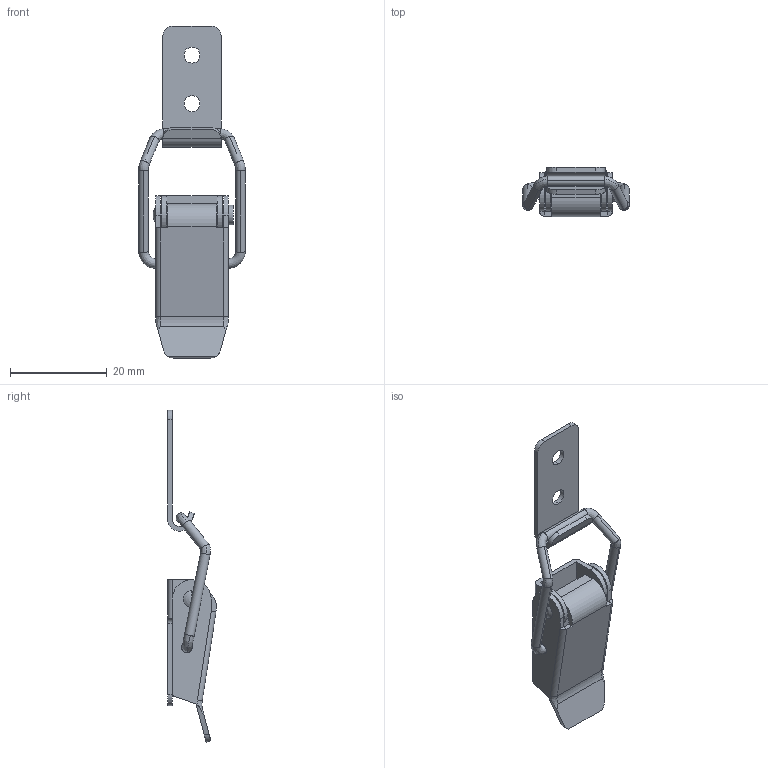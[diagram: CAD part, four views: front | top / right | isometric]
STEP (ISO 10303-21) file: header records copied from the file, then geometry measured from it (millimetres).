
FILE_DESCRIPTION( (''), '2;1');
FILE_NAME ('PC3117.32356.TL_446SUS_14075.stp','2026-01-15T18:41:20',(''),(''),'spGate 20.6.3 (****-****-****-****)','','');
FILE_SCHEMA (('AUTOMOTIVE_DESIGN'));
Length unit declared in the file: millimetre
Products named in the file (5): Assembly; ベース; レバー; アーム; TL_446SUS_K
Assembly tree (4 placements, depth 2):
  Assembly
    ベース
    レバー
    アーム
    TL_446SUS_K
Bounding box: 22 x 10.11 x 68.5 mm (x, y, z)
Volume: 1835.1 mm3; surface area: 4019.2 mm2
Topology: 4 solids, 4 shells, 125 faces, 338 edges, 221 vertices
Faces by surface type: cylinder 59, plane 49, bspline 15, sphere 2
Entity records: 8298 total; most frequent: CARTESIAN_POINT 2618, ORIENTED_EDGE 672, DIRECTION 556, COLOUR_RGB 465, PRESENTATION_STYLE_ASSIGNMENT 465, STYLED_ITEM 465, EDGE_CURVE 336, DRAUGHTING_PRE_DEFINED_CURVE_FONT 336
